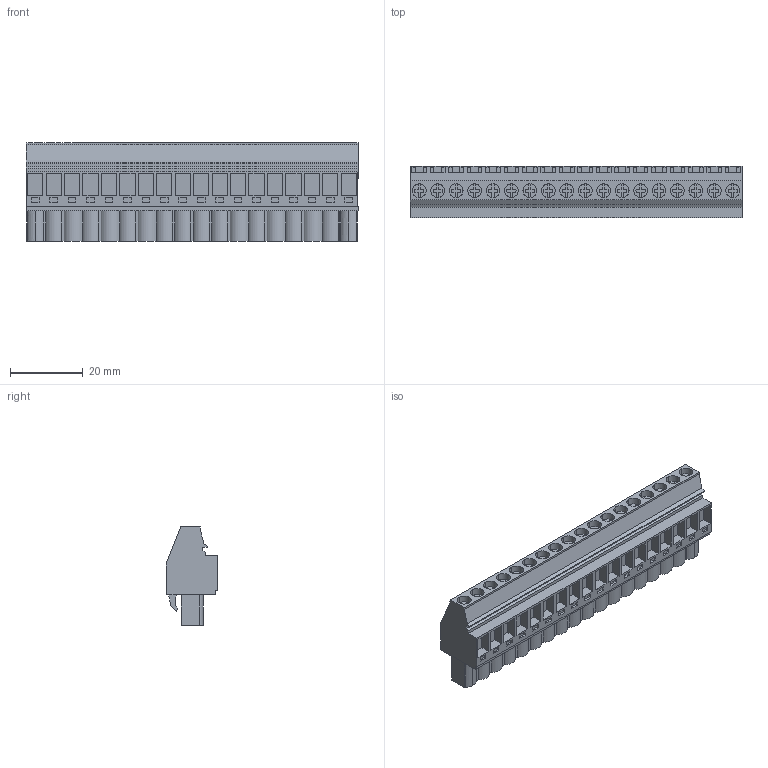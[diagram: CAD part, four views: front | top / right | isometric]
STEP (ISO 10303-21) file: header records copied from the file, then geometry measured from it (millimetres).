
FILE_DESCRIPTION(('CATIA V5 STEP','CAx-IF Rec.Pracs.--- Model Styling and Organization---1.2---2011-12-15'),'2;1');
FILE_NAME ('D1460136_0_1948950000_1948950000.stp','2017-09-09T07:55:02+00:00',('none'),('Weidmueller'),'CATIA Version 5-6 Release 2014','CATIA V5 STEP AP214','none');
FILE_SCHEMA(('AUTOMOTIVE_DESIGN { 1 0 10303 214 1 1 1 1 }'));
Length unit declared in the file: millimetre
Products named in the file (1): 1948950000
Bounding box: 91.44 x 14.1 x 27.1 mm (x, y, z)
Volume: 20733.9 mm3; surface area: 12034.5 mm2
Topology: 19 solids, 19 shells, 1158 faces, 3252 edges, 2205 vertices
Faces by surface type: plane 994, cylinder 160, extrusion 4
Entity records: 34965 total; most frequent: CARTESIAN_POINT 6735, ORIENTED_EDGE 6504, DIRECTION 4650, EDGE_CURVE 3252, VECTOR 2856, LINE 2852, VERTEX_POINT 2205, EDGE_LOOP 1233
